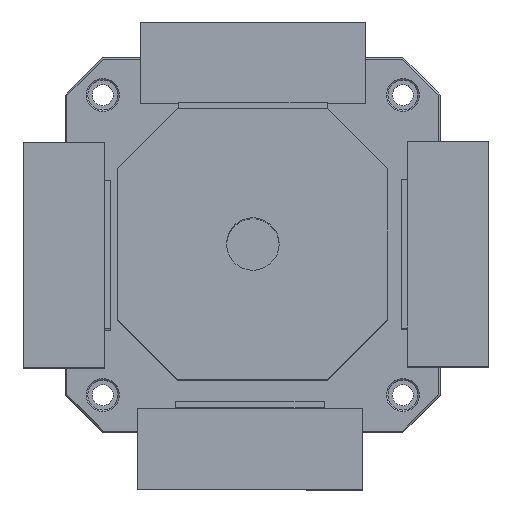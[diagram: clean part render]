
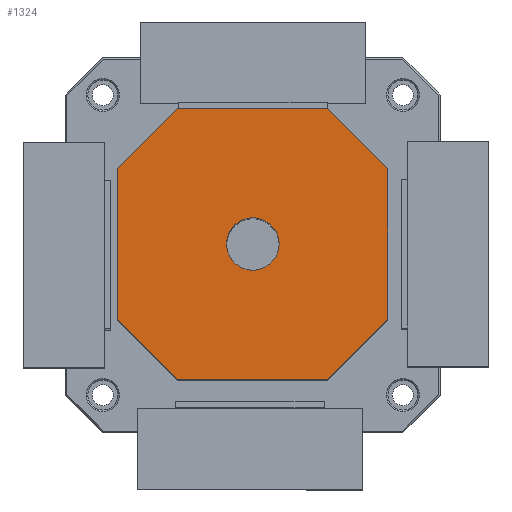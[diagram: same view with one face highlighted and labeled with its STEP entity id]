
A CAD part, top view. The second image highlights one B-rep face of the part: STEP entity #1324.
In plain terms, the highlighted planar face has unit normal (0, 0, 1).
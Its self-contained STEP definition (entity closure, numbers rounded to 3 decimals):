
#43 = ORIENTED_EDGE ( 'NONE', *, *, #2944, .T. ) ;
#51 = VERTEX_POINT ( 'NONE', #1728 ) ;
#54 = LINE ( 'NONE', #4780, #1491 ) ;
#77 = DIRECTION ( 'NONE',  ( -1., 0., 0. ) ) ;
#91 = ORIENTED_EDGE ( 'NONE', *, *, #2989, .T. ) ;
#108 = CARTESIAN_POINT ( 'NONE',  ( -90., -90., 400. ) ) ;
#121 = VERTEX_POINT ( 'NONE', #2762 ) ;
#122 = VECTOR ( 'NONE', #4015, 1000. ) ;
#204 = LINE ( 'NONE', #3065, #2447 ) ;
#364 = CARTESIAN_POINT ( 'NONE',  ( -90., 50., 400. ) ) ;
#378 = AXIS2_PLACEMENT_3D ( 'NONE', #2821, #4737, #1468 ) ;
#442 = DIRECTION ( 'NONE',  ( 0., 1., 0. ) ) ;
#443 = ORIENTED_EDGE ( 'NONE', *, *, #1945, .T. ) ;
#446 = AXIS2_PLACEMENT_3D ( 'NONE', #4937, #1476, #4645 ) ;
#801 = CARTESIAN_POINT ( 'NONE',  ( 90., -50., 400. ) ) ;
#802 = DIRECTION ( 'NONE',  ( -1., 0., 0. ) ) ;
#919 = LINE ( 'NONE', #108, #2300 ) ;
#1024 = EDGE_CURVE ( 'NONE', #3214, #2065, #919, .T. ) ;
#1025 = DIRECTION ( 'NONE',  ( -0.707, -0.707, 0. ) ) ;
#1034 = ORIENTED_EDGE ( 'NONE', *, *, #1709, .T. ) ;
#1101 = VERTEX_POINT ( 'NONE', #5726 ) ;
#1125 = VECTOR ( 'NONE', #442, 1000. ) ;
#1263 = ORIENTED_EDGE ( 'NONE', *, *, #3785, .T. ) ;
#1283 = ORIENTED_EDGE ( 'NONE', *, *, #3046, .T. ) ;
#1324 = ADVANCED_FACE ( 'NONE', ( #5487, #2012 ), #4478, .T. ) ;
#1441 = CARTESIAN_POINT ( 'NONE',  ( -50., 90., 400. ) ) ;
#1468 = DIRECTION ( 'NONE',  ( -1., 0., 0. ) ) ;
#1476 = DIRECTION ( 'NONE',  ( 0., 0., 1. ) ) ;
#1491 = VECTOR ( 'NONE', #77, 1000. ) ;
#1526 = DIRECTION ( 'NONE',  ( 1., 0., 0. ) ) ;
#1615 = CARTESIAN_POINT ( 'NONE',  ( -90., -50., 400. ) ) ;
#1709 = EDGE_CURVE ( 'NONE', #1101, #121, #5713, .T. ) ;
#1713 = LINE ( 'NONE', #5732, #2149 ) ;
#1714 = CARTESIAN_POINT ( 'NONE',  ( 90., 50., 400. ) ) ;
#1728 = CARTESIAN_POINT ( 'NONE',  ( -50., 90., 400. ) ) ;
#1911 = ORIENTED_EDGE ( 'NONE', *, *, #4621, .T. ) ;
#1941 = LINE ( 'NONE', #1441, #5351 ) ;
#1945 = EDGE_CURVE ( 'NONE', #51, #4770, #1941, .T. ) ;
#1982 = DIRECTION ( 'NONE',  ( 0.707, 0.707, 0. ) ) ;
#2012 = FACE_OUTER_BOUND ( 'NONE', #2931, .T. ) ;
#2065 = VERTEX_POINT ( 'NONE', #2925 ) ;
#2098 = CARTESIAN_POINT ( 'NONE',  ( -90., -50., 400. ) ) ;
#2111 = AXIS2_PLACEMENT_3D ( 'NONE', #3088, #4096, #802 ) ;
#2149 = VECTOR ( 'NONE', #1982, 1000. ) ;
#2203 = EDGE_LOOP ( 'NONE', ( #1034, #43 ) ) ;
#2263 = CARTESIAN_POINT ( 'NONE',  ( 90., -90., 400. ) ) ;
#2300 = VECTOR ( 'NONE', #1526, 1000. ) ;
#2354 = LINE ( 'NONE', #2848, #4531 ) ;
#2447 = VECTOR ( 'NONE', #5851, 1000. ) ;
#2510 = ORIENTED_EDGE ( 'NONE', *, *, #4156, .T. ) ;
#2720 = VERTEX_POINT ( 'NONE', #4963 ) ;
#2735 = ORIENTED_EDGE ( 'NONE', *, *, #1024, .T. ) ;
#2762 = CARTESIAN_POINT ( 'NONE',  ( 17.5, 0., 400. ) ) ;
#2821 = CARTESIAN_POINT ( 'NONE',  ( 0., 0., 400. ) ) ;
#2848 = CARTESIAN_POINT ( 'NONE',  ( 90., 50., 400. ) ) ;
#2925 = CARTESIAN_POINT ( 'NONE',  ( 50., -90., 400. ) ) ;
#2931 = EDGE_LOOP ( 'NONE', ( #1911, #2735, #1263, #2510, #91, #1283, #443, #3793 ) ) ;
#2944 = EDGE_CURVE ( 'NONE', #121, #1101, #3751, .T. ) ;
#2989 = EDGE_CURVE ( 'NONE', #3233, #2720, #2354, .T. ) ;
#3046 = EDGE_CURVE ( 'NONE', #2720, #51, #54, .T. ) ;
#3065 = CARTESIAN_POINT ( 'NONE',  ( -90., -90., 400. ) ) ;
#3088 = CARTESIAN_POINT ( 'NONE',  ( 0., 0., 400. ) ) ;
#3214 = VERTEX_POINT ( 'NONE', #4375 ) ;
#3233 = VERTEX_POINT ( 'NONE', #1714 ) ;
#3239 = LINE ( 'NONE', #2098, #122 ) ;
#3751 = CIRCLE ( 'NONE', #378, 17.5 ) ;
#3785 = EDGE_CURVE ( 'NONE', #2065, #4504, #1713, .T. ) ;
#3793 = ORIENTED_EDGE ( 'NONE', *, *, #4012, .T. ) ;
#4012 = EDGE_CURVE ( 'NONE', #4770, #4386, #204, .T. ) ;
#4015 = DIRECTION ( 'NONE',  ( 0.707, -0.707, 0. ) ) ;
#4096 = DIRECTION ( 'NONE',  ( 0., 0., -1. ) ) ;
#4156 = EDGE_CURVE ( 'NONE', #4504, #3233, #4327, .T. ) ;
#4281 = DIRECTION ( 'NONE',  ( -0.707, 0.707, 0. ) ) ;
#4327 = LINE ( 'NONE', #2263, #1125 ) ;
#4375 = CARTESIAN_POINT ( 'NONE',  ( -50., -90., 400. ) ) ;
#4386 = VERTEX_POINT ( 'NONE', #1615 ) ;
#4478 = PLANE ( 'NONE',  #446 ) ;
#4504 = VERTEX_POINT ( 'NONE', #801 ) ;
#4531 = VECTOR ( 'NONE', #4281, 1000. ) ;
#4621 = EDGE_CURVE ( 'NONE', #4386, #3214, #3239, .T. ) ;
#4645 = DIRECTION ( 'NONE',  ( 1., 0., 0. ) ) ;
#4737 = DIRECTION ( 'NONE',  ( 0., 0., -1. ) ) ;
#4770 = VERTEX_POINT ( 'NONE', #364 ) ;
#4780 = CARTESIAN_POINT ( 'NONE',  ( -90., 90., 400. ) ) ;
#4937 = CARTESIAN_POINT ( 'NONE',  ( -90., -90., 400. ) ) ;
#4963 = CARTESIAN_POINT ( 'NONE',  ( 50., 90., 400. ) ) ;
#5351 = VECTOR ( 'NONE', #1025, 1000. ) ;
#5487 = FACE_BOUND ( 'NONE', #2203, .T. ) ;
#5713 = CIRCLE ( 'NONE', #2111, 17.5 ) ;
#5726 = CARTESIAN_POINT ( 'NONE',  ( -17.5, 0., 400. ) ) ;
#5732 = CARTESIAN_POINT ( 'NONE',  ( 50., -90., 400. ) ) ;
#5851 = DIRECTION ( 'NONE',  ( 0., -1., 0. ) ) ;
